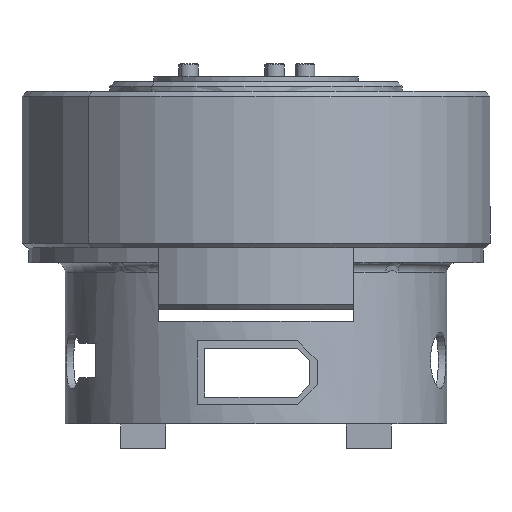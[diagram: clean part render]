
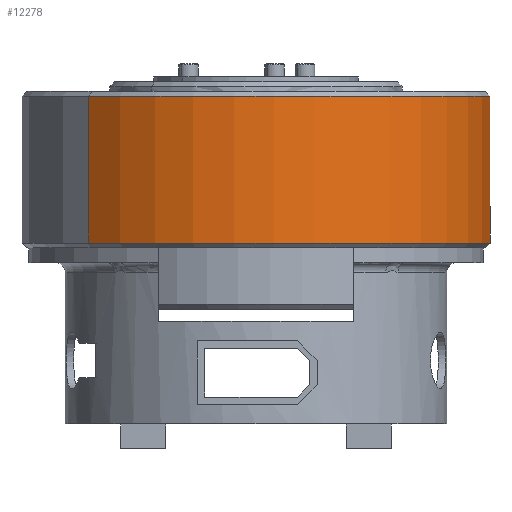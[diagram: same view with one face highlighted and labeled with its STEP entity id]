
A CAD part, left-side view. The second image highlights one B-rep face of the part: STEP entity #12278.
In plain terms, the highlighted cylindrical face has radius 48 mm (diameter 96 mm), a partial arc.
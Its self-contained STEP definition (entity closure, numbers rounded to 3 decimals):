
#365 = CARTESIAN_POINT ( 'NONE',  ( 48., 0., -31. ) ) ;
#754 = CARTESIAN_POINT ( 'NONE',  ( -48., 0., -31. ) ) ;
#1163 = DIRECTION ( 'NONE',  ( -1., 0., 0. ) ) ;
#1248 = AXIS2_PLACEMENT_3D ( 'NONE', #12672, #8989, #1163 ) ;
#1434 = ORIENTED_EDGE ( 'NONE', *, *, #2168, .T. ) ;
#1559 = CARTESIAN_POINT ( 'NONE',  ( 0., 0., 54.509 ) ) ;
#1711 = DIRECTION ( 'NONE',  ( 0., 0., 1. ) ) ;
#1754 = VERTEX_POINT ( 'NONE', #754 ) ;
#1878 = CARTESIAN_POINT ( 'NONE',  ( 48., 0., -1. ) ) ;
#2168 = EDGE_CURVE ( 'NONE', #12671, #14052, #15557, .T. ) ;
#2694 = ORIENTED_EDGE ( 'NONE', *, *, #12704, .F. ) ;
#2780 = DIRECTION ( 'NONE',  ( 0., 0., 1. ) ) ;
#2825 = CYLINDRICAL_SURFACE ( 'NONE', #12359, 48. ) ;
#2880 = CARTESIAN_POINT ( 'NONE',  ( -48., 0., 54.509 ) ) ;
#2938 = CARTESIAN_POINT ( 'NONE',  ( -48., 0., -1. ) ) ;
#3672 = CIRCLE ( 'NONE', #1248, 48. ) ;
#5105 = CIRCLE ( 'NONE', #8852, 48. ) ;
#5202 = EDGE_CURVE ( 'NONE', #1754, #12671, #5105, .T. ) ;
#5693 = VERTEX_POINT ( 'NONE', #2938 ) ;
#6167 = VECTOR ( 'NONE', #1711, 1000. ) ;
#6490 = VECTOR ( 'NONE', #2780, 1000. ) ;
#6713 = DIRECTION ( 'NONE',  ( 1., 0., 0. ) ) ;
#6752 = DIRECTION ( 'NONE',  ( 1., 0., 0. ) ) ;
#8160 = DIRECTION ( 'NONE',  ( 0., 0., 1. ) ) ;
#8265 = ORIENTED_EDGE ( 'NONE', *, *, #9490, .T. ) ;
#8852 = AXIS2_PLACEMENT_3D ( 'NONE', #15979, #8160, #6752 ) ;
#8977 = ORIENTED_EDGE ( 'NONE', *, *, #5202, .T. ) ;
#8989 = DIRECTION ( 'NONE',  ( 0., 0., -1. ) ) ;
#9174 = CARTESIAN_POINT ( 'NONE',  ( 48., 0., 54.509 ) ) ;
#9490 = EDGE_CURVE ( 'NONE', #14052, #5693, #3672, .T. ) ;
#10544 = LINE ( 'NONE', #2880, #6167 ) ;
#12278 = ADVANCED_FACE ( 'NONE', ( #14351 ), #2825, .T. ) ;
#12359 = AXIS2_PLACEMENT_3D ( 'NONE', #1559, #13152, #6713 ) ;
#12671 = VERTEX_POINT ( 'NONE', #365 ) ;
#12672 = CARTESIAN_POINT ( 'NONE',  ( 0., 0., -1. ) ) ;
#12704 = EDGE_CURVE ( 'NONE', #1754, #5693, #10544, .T. ) ;
#13152 = DIRECTION ( 'NONE',  ( 0., 0., 1. ) ) ;
#13307 = EDGE_LOOP ( 'NONE', ( #2694, #8977, #1434, #8265 ) ) ;
#14052 = VERTEX_POINT ( 'NONE', #1878 ) ;
#14351 = FACE_OUTER_BOUND ( 'NONE', #13307, .T. ) ;
#15557 = LINE ( 'NONE', #9174, #6490 ) ;
#15979 = CARTESIAN_POINT ( 'NONE',  ( 0., 0., -31. ) ) ;
